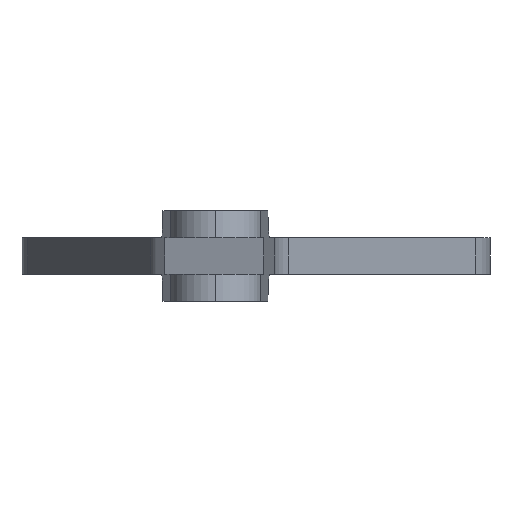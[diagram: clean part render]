
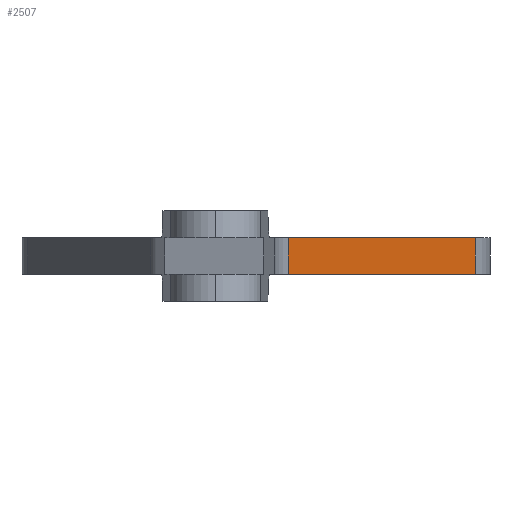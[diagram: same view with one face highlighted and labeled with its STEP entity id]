
A CAD part, left-side view. The second image highlights one B-rep face of the part: STEP entity #2507.
In plain terms, the highlighted planar face has unit normal (-0.592, -0.806, 0).
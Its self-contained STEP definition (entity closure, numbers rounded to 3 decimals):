
#14 = CARTESIAN_POINT ( 'NONE',  ( -82.798, -20.073, -5. ) ) ;
#64 = AXIS2_PLACEMENT_3D ( 'NONE', #2338, #821, #1785 ) ;
#75 = PLANE ( 'NONE',  #64 ) ;
#315 = VERTEX_POINT ( 'NONE', #1498 ) ;
#323 = ORIENTED_EDGE ( 'NONE', *, *, #3073, .T. ) ;
#346 = EDGE_LOOP ( 'NONE', ( #2290, #323, #962, #1399 ) ) ;
#415 = DIRECTION ( 'NONE',  ( 0., 0., -1. ) ) ;
#539 = FACE_OUTER_BOUND ( 'NONE', #346, .T. ) ;
#558 = VECTOR ( 'NONE', #1552, 1000. ) ;
#816 = EDGE_CURVE ( 'NONE', #1228, #315, #2833, .T. ) ;
#821 = DIRECTION ( 'NONE',  ( 0.591, 0.806, 0. ) ) ;
#847 = DIRECTION ( 'NONE',  ( 0.806, -0.591, 0. ) ) ;
#880 = EDGE_CURVE ( 'NONE', #2595, #315, #2920, .T. ) ;
#962 = ORIENTED_EDGE ( 'NONE', *, *, #816, .T. ) ;
#1047 = CARTESIAN_POINT ( 'NONE',  ( -87.5, -16.623, -5. ) ) ;
#1228 = VERTEX_POINT ( 'NONE', #1715 ) ;
#1325 = VERTEX_POINT ( 'NONE', #2582 ) ;
#1399 = ORIENTED_EDGE ( 'NONE', *, *, #880, .F. ) ;
#1455 = CARTESIAN_POINT ( 'NONE',  ( -12.31, -71.781, 12.5 ) ) ;
#1489 = LINE ( 'NONE', #14, #558 ) ;
#1498 = CARTESIAN_POINT ( 'NONE',  ( -12.31, -71.781, -5. ) ) ;
#1523 = DIRECTION ( 'NONE',  ( 0.806, -0.591, 0. ) ) ;
#1552 = DIRECTION ( 'NONE',  ( 0., 0., -1. ) ) ;
#1715 = CARTESIAN_POINT ( 'NONE',  ( -82.798, -20.073, -5. ) ) ;
#1785 = DIRECTION ( 'NONE',  ( -0.806, 0.591, 0. ) ) ;
#2059 = EDGE_CURVE ( 'NONE', #1325, #2595, #2767, .T. ) ;
#2290 = ORIENTED_EDGE ( 'NONE', *, *, #2059, .F. ) ;
#2338 = CARTESIAN_POINT ( 'NONE',  ( -87.5, -16.623, 12.5 ) ) ;
#2507 = ADVANCED_FACE ( 'NONE', ( #539 ), #75, .F. ) ;
#2582 = CARTESIAN_POINT ( 'NONE',  ( -82.798, -20.073, 5. ) ) ;
#2595 = VERTEX_POINT ( 'NONE', #2630 ) ;
#2630 = CARTESIAN_POINT ( 'NONE',  ( -12.31, -71.781, 5. ) ) ;
#2656 = VECTOR ( 'NONE', #1523, 1000. ) ;
#2753 = CARTESIAN_POINT ( 'NONE',  ( -87.5, -16.623, 5. ) ) ;
#2767 = LINE ( 'NONE', #2753, #2656 ) ;
#2833 = LINE ( 'NONE', #1047, #2851 ) ;
#2851 = VECTOR ( 'NONE', #847, 1000. ) ;
#2920 = LINE ( 'NONE', #1455, #3276 ) ;
#3073 = EDGE_CURVE ( 'NONE', #1325, #1228, #1489, .T. ) ;
#3276 = VECTOR ( 'NONE', #415, 1000. ) ;
